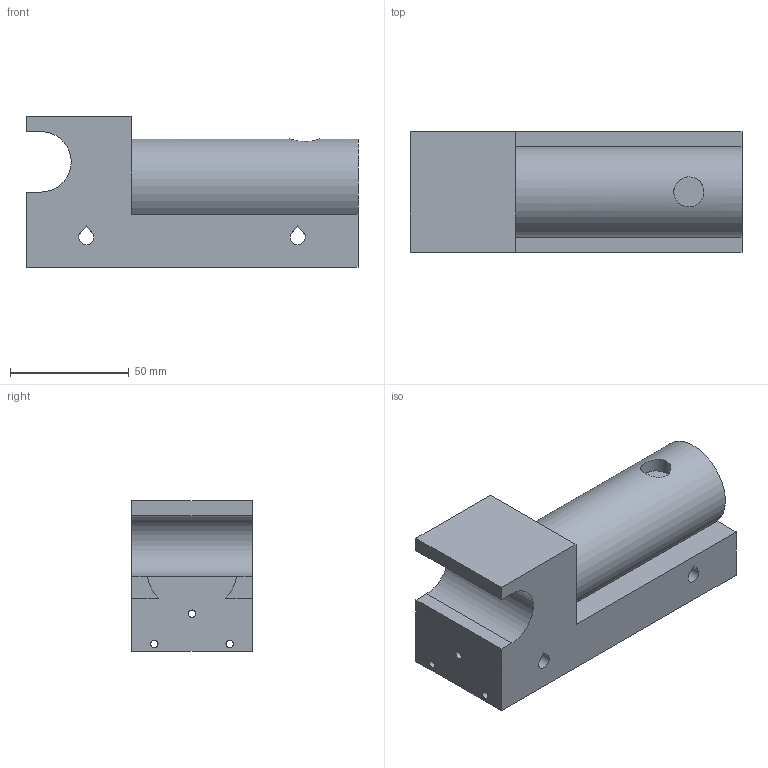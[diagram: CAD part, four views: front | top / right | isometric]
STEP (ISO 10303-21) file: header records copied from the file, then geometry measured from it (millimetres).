
FILE_DESCRIPTION(/* description */ (''),/* implementation_level */ '2;1');
FILE_NAME(/* name */ 'MyTrain v1.step',/* time_stamp */ '2024-08-02T20:44:05-04:00',/* author */ (''),/* organization */ (''),/* preprocessor_version */ 'ST-DEVELOPER v20',/* originating_system */ 'Autodesk Translation Framework v12.20.1.177',/* authorisation */ '');
FILE_SCHEMA (('AUTOMOTIVE_DESIGN { 1 0 10303 214 3 1 1 }'));
Length unit declared in the file: inch
Products named in the file (1): Train2
Bounding box: 139.7 x 50.8 x 63.5 mm (x, y, z)
Volume: 319630.2 mm3; surface area: 43076.6 mm2
Topology: 1 solids, 1 shells, 33 faces, 99 edges, 65 vertices
Faces by surface type: plane 23, cylinder 10
Full cylindrical faces by diameter (mm): 3.175 x5, 12.7 x1
Entity records: 1258 total; most frequent: CARTESIAN_POINT 287, ORIENTED_EDGE 198, DIRECTION 190, EDGE_CURVE 99, VERTEX_POINT 65, LINE 64, VECTOR 64, AXIS2_PLACEMENT_3D 63
